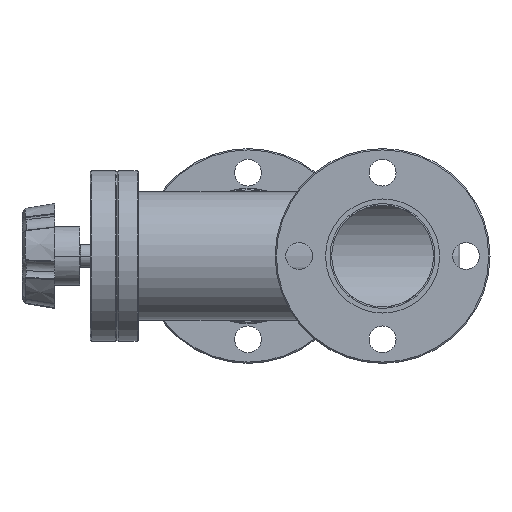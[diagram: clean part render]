
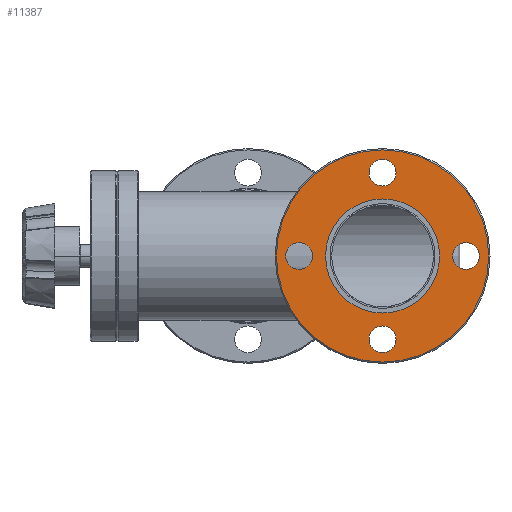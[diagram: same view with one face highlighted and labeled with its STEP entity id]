
A CAD part, left-side view. The second image highlights one B-rep face of the part: STEP entity #11387.
In plain terms, the highlighted planar face has unit normal (-1, 0, 0).
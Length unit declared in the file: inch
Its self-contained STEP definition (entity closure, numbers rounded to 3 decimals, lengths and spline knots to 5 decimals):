
#58 = DIRECTION ( 'NONE',  ( 0., 1., 0. ) ) ;
#105 = DIRECTION ( 'NONE',  ( 0., 1., 0. ) ) ;
#110 = VERTEX_POINT ( 'NONE', #2325 ) ;
#123 = EDGE_CURVE ( 'NONE', #6658, #4229, #8496, .T. ) ;
#124 = AXIS2_PLACEMENT_3D ( 'NONE', #14338, #10406, #3002 ) ;
#152 = EDGE_CURVE ( 'NONE', #4229, #6658, #7713, .T. ) ;
#247 = EDGE_CURVE ( 'NONE', #2144, #10874, #7321, .T. ) ;
#898 = FACE_BOUND ( 'NONE', #4647, .T. ) ;
#995 = CIRCLE ( 'NONE', #124, 0.3125 ) ;
#1476 = ORIENTED_EDGE ( 'NONE', *, *, #11089, .F. ) ;
#1596 = AXIS2_PLACEMENT_3D ( 'NONE', #13149, #15257, #15050 ) ;
#1730 = EDGE_LOOP ( 'NONE', ( #3558, #3384 ) ) ;
#1836 = ORIENTED_EDGE ( 'NONE', *, *, #247, .F. ) ;
#1894 = DIRECTION ( 'NONE',  ( 0., 1., 0. ) ) ;
#1909 = ORIENTED_EDGE ( 'NONE', *, *, #12101, .F. ) ;
#1930 = DIRECTION ( 'NONE',  ( -1., 0., 0. ) ) ;
#1945 = CARTESIAN_POINT ( 'NONE',  ( -3.375, -3.57, 0. ) ) ;
#2095 = ORIENTED_EDGE ( 'NONE', *, *, #14690, .F. ) ;
#2144 = VERTEX_POINT ( 'NONE', #5895 ) ;
#2231 = DIRECTION ( 'NONE',  ( 0., 1., 0. ) ) ;
#2248 = DIRECTION ( 'NONE',  ( 1., 0., 0. ) ) ;
#2283 = CARTESIAN_POINT ( 'NONE',  ( -3.375, -1.63, 0. ) ) ;
#2325 = CARTESIAN_POINT ( 'NONE',  ( -3.375, -1.9425, 1.94 ) ) ;
#2539 = ORIENTED_EDGE ( 'NONE', *, *, #123, .F. ) ;
#2746 = EDGE_LOOP ( 'NONE', ( #4106, #3924 ) ) ;
#2767 = EDGE_CURVE ( 'NONE', #6994, #9508, #13613, .T. ) ;
#2781 = DIRECTION ( 'NONE',  ( 0., 1., 0. ) ) ;
#2962 = DIRECTION ( 'NONE',  ( 1., 0., 0. ) ) ;
#3002 = DIRECTION ( 'NONE',  ( 0., 1., 0. ) ) ;
#3094 = ORIENTED_EDGE ( 'NONE', *, *, #152, .F. ) ;
#3305 = AXIS2_PLACEMENT_3D ( 'NONE', #12415, #4326, #58 ) ;
#3384 = ORIENTED_EDGE ( 'NONE', *, *, #12312, .F. ) ;
#3535 = CIRCLE ( 'NONE', #7154, 0.3125 ) ;
#3558 = ORIENTED_EDGE ( 'NONE', *, *, #11517, .F. ) ;
#3626 = ORIENTED_EDGE ( 'NONE', *, *, #12399, .F. ) ;
#3664 = ORIENTED_EDGE ( 'NONE', *, *, #11108, .F. ) ;
#3826 = AXIS2_PLACEMENT_3D ( 'NONE', #2283, #2248, #2231 ) ;
#3924 = ORIENTED_EDGE ( 'NONE', *, *, #2767, .F. ) ;
#4106 = ORIENTED_EDGE ( 'NONE', *, *, #9658, .F. ) ;
#4118 = FACE_BOUND ( 'NONE', #8792, .T. ) ;
#4164 = PLANE ( 'NONE',  #11456 ) ;
#4229 = VERTEX_POINT ( 'NONE', #6249 ) ;
#4326 = DIRECTION ( 'NONE',  ( -1., 0., 0. ) ) ;
#4346 = CARTESIAN_POINT ( 'NONE',  ( -3.375, 0.87, 0. ) ) ;
#4508 = FACE_BOUND ( 'NONE', #2746, .T. ) ;
#4647 = EDGE_LOOP ( 'NONE', ( #2095, #1909 ) ) ;
#4935 = CIRCLE ( 'NONE', #13084, 1.3275 ) ;
#4967 = AXIS2_PLACEMENT_3D ( 'NONE', #14816, #14835, #14832 ) ;
#5184 = CARTESIAN_POINT ( 'NONE',  ( -3.375, -3.8825, 0. ) ) ;
#5280 = VERTEX_POINT ( 'NONE', #5184 ) ;
#5895 = CARTESIAN_POINT ( 'NONE',  ( -3.375, 0.84, 0. ) ) ;
#5950 = AXIS2_PLACEMENT_3D ( 'NONE', #1945, #1930, #1894 ) ;
#6203 = VERTEX_POINT ( 'NONE', #6732 ) ;
#6249 = CARTESIAN_POINT ( 'NONE',  ( -3.375, 0.6225, 0. ) ) ;
#6491 = DIRECTION ( 'NONE',  ( -1., 0., 0. ) ) ;
#6610 = AXIS2_PLACEMENT_3D ( 'NONE', #10833, #13406, #14165 ) ;
#6658 = VERTEX_POINT ( 'NONE', #12848 ) ;
#6732 = CARTESIAN_POINT ( 'NONE',  ( -3.375, -1.9425, -1.94 ) ) ;
#6811 = AXIS2_PLACEMENT_3D ( 'NONE', #12718, #14361, #9199 ) ;
#6936 = AXIS2_PLACEMENT_3D ( 'NONE', #14904, #11731, #105 ) ;
#6994 = VERTEX_POINT ( 'NONE', #9107 ) ;
#7154 = AXIS2_PLACEMENT_3D ( 'NONE', #13477, #6491, #14660 ) ;
#7268 = FACE_BOUND ( 'NONE', #1730, .T. ) ;
#7321 = CIRCLE ( 'NONE', #6610, 2.47 ) ;
#7647 = FACE_BOUND ( 'NONE', #8352, .T. ) ;
#7713 = CIRCLE ( 'NONE', #6811, 0.3125 ) ;
#8201 = CIRCLE ( 'NONE', #5950, 0.3125 ) ;
#8352 = EDGE_LOOP ( 'NONE', ( #3094, #2539 ) ) ;
#8392 = CIRCLE ( 'NONE', #3826, 2.47 ) ;
#8496 = CIRCLE ( 'NONE', #6936, 0.3125 ) ;
#8674 = CIRCLE ( 'NONE', #3305, 0.3125 ) ;
#8792 = EDGE_LOOP ( 'NONE', ( #3664, #3626 ) ) ;
#9107 = CARTESIAN_POINT ( 'NONE',  ( -3.375, -0.3025, 0. ) ) ;
#9162 = CARTESIAN_POINT ( 'NONE',  ( -3.375, -4.1, 0. ) ) ;
#9199 = DIRECTION ( 'NONE',  ( 0., 1., 0. ) ) ;
#9508 = VERTEX_POINT ( 'NONE', #12786 ) ;
#9658 = EDGE_CURVE ( 'NONE', #9508, #6994, #4935, .T. ) ;
#9716 = VERTEX_POINT ( 'NONE', #10485 ) ;
#10040 = FACE_OUTER_BOUND ( 'NONE', #11274, .T. ) ;
#10058 = CARTESIAN_POINT ( 'NONE',  ( -3.375, -3.2575, 0. ) ) ;
#10266 = AXIS2_PLACEMENT_3D ( 'NONE', #12855, #12837, #12806 ) ;
#10406 = DIRECTION ( 'NONE',  ( -1., 0., 0. ) ) ;
#10485 = CARTESIAN_POINT ( 'NONE',  ( -3.375, -1.3175, -1.94 ) ) ;
#10796 = VERTEX_POINT ( 'NONE', #10058 ) ;
#10833 = CARTESIAN_POINT ( 'NONE',  ( -3.375, -1.63, 0. ) ) ;
#10874 = VERTEX_POINT ( 'NONE', #9162 ) ;
#11089 = EDGE_CURVE ( 'NONE', #10874, #2144, #8392, .T. ) ;
#11108 = EDGE_CURVE ( 'NONE', #10796, #5280, #8201, .T. ) ;
#11274 = EDGE_LOOP ( 'NONE', ( #1836, #1476 ) ) ;
#11294 = DIRECTION ( 'NONE',  ( 0., -1., 0. ) ) ;
#11312 = DIRECTION ( 'NONE',  ( -1., 0., 0. ) ) ;
#11325 = CARTESIAN_POINT ( 'NONE',  ( -3.375, -1.63, 0. ) ) ;
#11387 = ADVANCED_FACE ( 'NONE', ( #4508, #4118, #7268, #7647, #898, #10040 ), #4164, .F. ) ;
#11456 = AXIS2_PLACEMENT_3D ( 'NONE', #4346, #2962, #2781 ) ;
#11517 = EDGE_CURVE ( 'NONE', #9716, #6203, #14066, .T. ) ;
#11731 = DIRECTION ( 'NONE',  ( -1., 0., 0. ) ) ;
#12101 = EDGE_CURVE ( 'NONE', #110, #12217, #12463, .T. ) ;
#12217 = VERTEX_POINT ( 'NONE', #14818 ) ;
#12312 = EDGE_CURVE ( 'NONE', #6203, #9716, #995, .T. ) ;
#12399 = EDGE_CURVE ( 'NONE', #5280, #10796, #8674, .T. ) ;
#12415 = CARTESIAN_POINT ( 'NONE',  ( -3.375, -3.57, 0. ) ) ;
#12463 = CIRCLE ( 'NONE', #4967, 0.3125 ) ;
#12718 = CARTESIAN_POINT ( 'NONE',  ( -3.375, 0.31, 0. ) ) ;
#12786 = CARTESIAN_POINT ( 'NONE',  ( -3.375, -2.9575, 0. ) ) ;
#12806 = DIRECTION ( 'NONE',  ( 0., 1., 0. ) ) ;
#12837 = DIRECTION ( 'NONE',  ( -1., 0., 0. ) ) ;
#12848 = CARTESIAN_POINT ( 'NONE',  ( -3.375, -0.0025, 0. ) ) ;
#12855 = CARTESIAN_POINT ( 'NONE',  ( -3.375, -1.63, -1.94 ) ) ;
#13084 = AXIS2_PLACEMENT_3D ( 'NONE', #11325, #11312, #11294 ) ;
#13149 = CARTESIAN_POINT ( 'NONE',  ( -3.375, -1.63, 0. ) ) ;
#13406 = DIRECTION ( 'NONE',  ( 1., 0., 0. ) ) ;
#13477 = CARTESIAN_POINT ( 'NONE',  ( -3.375, -1.63, 1.94 ) ) ;
#13613 = CIRCLE ( 'NONE', #1596, 1.3275 ) ;
#14066 = CIRCLE ( 'NONE', #10266, 0.3125 ) ;
#14165 = DIRECTION ( 'NONE',  ( 0., 1., 0. ) ) ;
#14338 = CARTESIAN_POINT ( 'NONE',  ( -3.375, -1.63, -1.94 ) ) ;
#14361 = DIRECTION ( 'NONE',  ( -1., 0., 0. ) ) ;
#14660 = DIRECTION ( 'NONE',  ( 0., 1., 0. ) ) ;
#14690 = EDGE_CURVE ( 'NONE', #12217, #110, #3535, .T. ) ;
#14816 = CARTESIAN_POINT ( 'NONE',  ( -3.375, -1.63, 1.94 ) ) ;
#14818 = CARTESIAN_POINT ( 'NONE',  ( -3.375, -1.3175, 1.94 ) ) ;
#14832 = DIRECTION ( 'NONE',  ( 0., 1., 0. ) ) ;
#14835 = DIRECTION ( 'NONE',  ( -1., 0., 0. ) ) ;
#14904 = CARTESIAN_POINT ( 'NONE',  ( -3.375, 0.31, 0. ) ) ;
#15050 = DIRECTION ( 'NONE',  ( 0., -1., 0. ) ) ;
#15257 = DIRECTION ( 'NONE',  ( -1., 0., 0. ) ) ;
